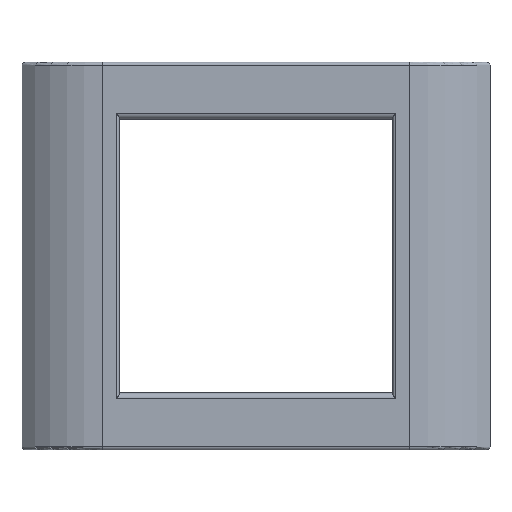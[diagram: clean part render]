
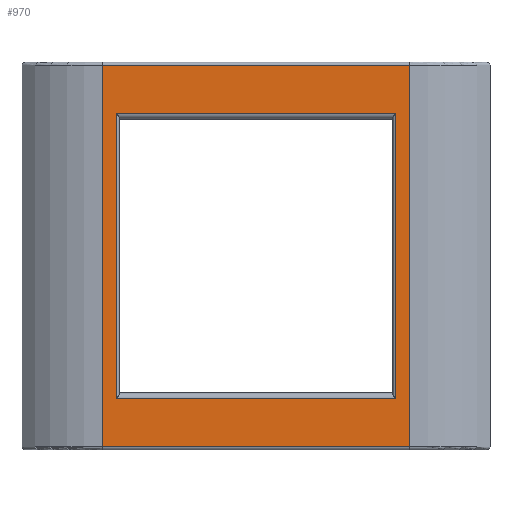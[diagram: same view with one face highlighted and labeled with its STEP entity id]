
A CAD part, top view. The second image highlights one B-rep face of the part: STEP entity #970.
In plain terms, the highlighted planar face has unit normal (0, 0, 1).
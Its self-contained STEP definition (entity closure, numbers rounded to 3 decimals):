
#928=AXIS2_PLACEMENT_3D('Plane Axis2P3D',#925,#926,#927) ;
#599=CARTESIAN_POINT('Vertex',(-25.584,-31.8,6.)) ;
#602=CARTESIAN_POINT('Line Origine',(-25.584,0.,6.)) ;
#606=CARTESIAN_POINT('Vertex',(-25.584,31.8,6.)) ;
#729=CARTESIAN_POINT('Vertex',(25.584,31.8,6.)) ;
#759=CARTESIAN_POINT('Line Origine',(0.,31.8,6.)) ;
#848=CARTESIAN_POINT('Line Origine',(25.584,0.,6.)) ;
#852=CARTESIAN_POINT('Vertex',(25.584,-31.8,6.)) ;
#913=CARTESIAN_POINT('Line Origine',(0.,-31.8,6.)) ;
#925=CARTESIAN_POINT('Axis2P3D Location',(0.,0.,6.)) ;
#936=CARTESIAN_POINT('Line Origine',(23.3,0.,6.)) ;
#940=CARTESIAN_POINT('Vertex',(23.3,23.8,6.)) ;
#942=CARTESIAN_POINT('Vertex',(23.3,-23.8,6.)) ;
#945=CARTESIAN_POINT('Line Origine',(0.,-23.8,6.)) ;
#949=CARTESIAN_POINT('Vertex',(-23.3,-23.8,6.)) ;
#952=CARTESIAN_POINT('Line Origine',(-23.3,0.,6.)) ;
#956=CARTESIAN_POINT('Vertex',(-23.3,23.8,6.)) ;
#959=CARTESIAN_POINT('Line Origine',(0.,23.8,6.)) ;
#603=DIRECTION('Vector Direction',(0.,1.,0.)) ;
#760=DIRECTION('Vector Direction',(1.,0.,0.)) ;
#849=DIRECTION('Vector Direction',(0.,-1.,0.)) ;
#914=DIRECTION('Vector Direction',(-1.,0.,0.)) ;
#926=DIRECTION('Axis2P3D Direction',(0.,0.,1.)) ;
#927=DIRECTION('Axis2P3D XDirection',(1.,0.,0.)) ;
#937=DIRECTION('Vector Direction',(0.,1.,0.)) ;
#946=DIRECTION('Vector Direction',(-1.,0.,0.)) ;
#953=DIRECTION('Vector Direction',(0.,-1.,0.)) ;
#960=DIRECTION('Vector Direction',(1.,0.,0.)) ;
#604=VECTOR('Line Direction',#603,1.) ;
#761=VECTOR('Line Direction',#760,1.) ;
#850=VECTOR('Line Direction',#849,1.) ;
#915=VECTOR('Line Direction',#914,1.) ;
#938=VECTOR('Line Direction',#937,1.) ;
#947=VECTOR('Line Direction',#946,1.) ;
#954=VECTOR('Line Direction',#953,1.) ;
#961=VECTOR('Line Direction',#960,1.) ;
#931=ORIENTED_EDGE('',*,*,#608,.T.) ;
#932=ORIENTED_EDGE('',*,*,#917,.T.) ;
#933=ORIENTED_EDGE('',*,*,#854,.T.) ;
#934=ORIENTED_EDGE('',*,*,#763,.T.) ;
#965=ORIENTED_EDGE('',*,*,#944,.T.) ;
#966=ORIENTED_EDGE('',*,*,#951,.F.) ;
#967=ORIENTED_EDGE('',*,*,#958,.T.) ;
#968=ORIENTED_EDGE('',*,*,#963,.F.) ;
#969=FACE_BOUND('',#964,.T.) ;
#970=ADVANCED_FACE('Modele simplifie',(#935,#969),#929,.T.) ;
#608=EDGE_CURVE('',#607,#600,#605,.F.) ;
#763=EDGE_CURVE('',#730,#607,#762,.F.) ;
#854=EDGE_CURVE('',#853,#730,#851,.F.) ;
#917=EDGE_CURVE('',#600,#853,#916,.F.) ;
#944=EDGE_CURVE('',#941,#943,#939,.F.) ;
#951=EDGE_CURVE('',#950,#943,#948,.F.) ;
#958=EDGE_CURVE('',#950,#957,#955,.F.) ;
#963=EDGE_CURVE('',#941,#957,#962,.F.) ;
#930=EDGE_LOOP('',(#931,#932,#933,#934)) ;
#964=EDGE_LOOP('',(#965,#966,#967,#968)) ;
#935=FACE_OUTER_BOUND('',#930,.T.) ;
#605=LINE('Line',#602,#604) ;
#762=LINE('Line',#759,#761) ;
#851=LINE('Line',#848,#850) ;
#916=LINE('Line',#913,#915) ;
#939=LINE('Line',#936,#938) ;
#948=LINE('Line',#945,#947) ;
#955=LINE('Line',#952,#954) ;
#962=LINE('Line',#959,#961) ;
#929=PLANE('',#928) ;
#600=VERTEX_POINT('',#599) ;
#607=VERTEX_POINT('',#606) ;
#730=VERTEX_POINT('',#729) ;
#853=VERTEX_POINT('',#852) ;
#941=VERTEX_POINT('',#940) ;
#943=VERTEX_POINT('',#942) ;
#950=VERTEX_POINT('',#949) ;
#957=VERTEX_POINT('',#956) ;
